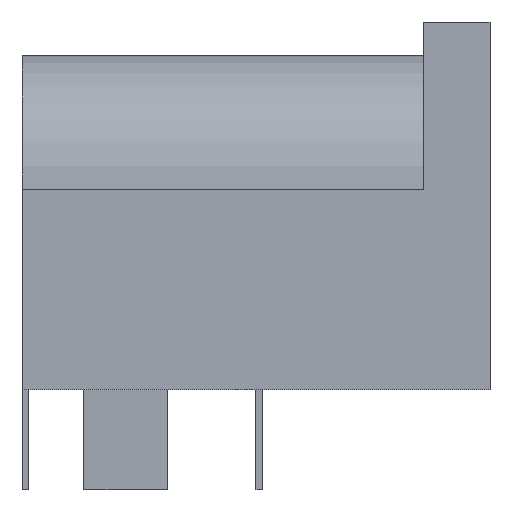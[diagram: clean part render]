
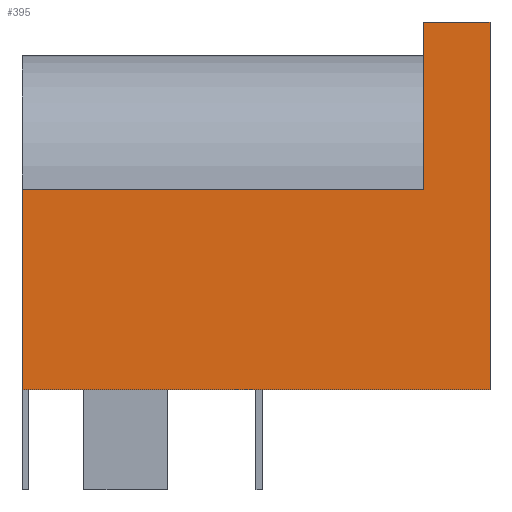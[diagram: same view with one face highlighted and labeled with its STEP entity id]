
A CAD part, front view. The second image highlights one B-rep face of the part: STEP entity #395.
In plain terms, the highlighted planar face has unit normal (0, -1, 0).
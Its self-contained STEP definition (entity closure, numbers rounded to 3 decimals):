
#4 = LINE ( 'NONE', #528, #869 ) ;
#36 = LINE ( 'NONE', #612, #768 ) ;
#56 = LINE ( 'NONE', #291, #854 ) ;
#132 = CARTESIAN_POINT ( 'NONE',  ( -7., -4.5, 0. ) ) ;
#134 = CARTESIAN_POINT ( 'NONE',  ( 7., -4.5, 0. ) ) ;
#153 = CARTESIAN_POINT ( 'NONE',  ( 5., -4.5, 6. ) ) ;
#160 = CARTESIAN_POINT ( 'NONE',  ( 5., -4.5, 11. ) ) ;
#162 = CARTESIAN_POINT ( 'NONE',  ( 7., -4.5, 11. ) ) ;
#164 = CARTESIAN_POINT ( 'NONE',  ( -7., -4.5, 6. ) ) ;
#290 = DIRECTION ( 'NONE',  ( 1., 0., 0. ) ) ;
#291 = CARTESIAN_POINT ( 'NONE',  ( -7., -4.5, 11. ) ) ;
#343 = FACE_OUTER_BOUND ( 'NONE', #1077, .T. ) ;
#370 = EDGE_CURVE ( 'NONE', #1059, #1072, #1109, .T. ) ;
#378 = EDGE_CURVE ( 'NONE', #1031, #1013, #1097, .T. ) ;
#388 = EDGE_CURVE ( 'NONE', #1031, #1021, #498, .T. ) ;
#395 = ADVANCED_FACE ( 'NONE', ( #343 ), #610, .F. ) ;
#410 = EDGE_CURVE ( 'NONE', #1013, #1059, #4, .T. ) ;
#435 = EDGE_CURVE ( 'NONE', #1019, #1072, #36, .T. ) ;
#448 = EDGE_CURVE ( 'NONE', #1021, #1019, #56, .T. ) ;
#498 = LINE ( 'NONE', #549, #888 ) ;
#525 = DIRECTION ( 'NONE',  ( 1., 0., 0. ) ) ;
#528 = CARTESIAN_POINT ( 'NONE',  ( -7., -4.5, 11. ) ) ;
#549 = CARTESIAN_POINT ( 'NONE',  ( 5., -4.5, 11. ) ) ;
#560 = DIRECTION ( 'NONE',  ( 0., 1., 0. ) ) ;
#570 = CARTESIAN_POINT ( 'NONE',  ( -7., -4.5, 11. ) ) ;
#588 = DIRECTION ( 'NONE',  ( 0., 0., 1. ) ) ;
#602 = CARTESIAN_POINT ( 'NONE',  ( 5., -4.5, 6. ) ) ;
#610 = PLANE ( 'NONE',  #797 ) ;
#612 = CARTESIAN_POINT ( 'NONE',  ( 7., -4.5, 11. ) ) ;
#624 = DIRECTION ( 'NONE',  ( 0., 0., -1. ) ) ;
#627 = DIRECTION ( 'NONE',  ( 0., 0., 1. ) ) ;
#628 = CARTESIAN_POINT ( 'NONE',  ( -7., -4.5, 0. ) ) ;
#698 = DIRECTION ( 'NONE',  ( 0., 0., -1. ) ) ;
#705 = DIRECTION ( 'NONE',  ( -1., 0., 0. ) ) ;
#767 = VECTOR ( 'NONE', #525, 1000. ) ;
#768 = VECTOR ( 'NONE', #698, 1000. ) ;
#797 = AXIS2_PLACEMENT_3D ( 'NONE', #570, #560, #627 ) ;
#854 = VECTOR ( 'NONE', #290, 1000. ) ;
#869 = VECTOR ( 'NONE', #624, 1000. ) ;
#875 = VECTOR ( 'NONE', #705, 1000. ) ;
#888 = VECTOR ( 'NONE', #588, 1000. ) ;
#916 = ORIENTED_EDGE ( 'NONE', *, *, #448, .F. ) ;
#919 = ORIENTED_EDGE ( 'NONE', *, *, #388, .F. ) ;
#953 = ORIENTED_EDGE ( 'NONE', *, *, #410, .T. ) ;
#954 = ORIENTED_EDGE ( 'NONE', *, *, #378, .T. ) ;
#955 = ORIENTED_EDGE ( 'NONE', *, *, #370, .T. ) ;
#956 = ORIENTED_EDGE ( 'NONE', *, *, #435, .F. ) ;
#1013 = VERTEX_POINT ( 'NONE', #164 ) ;
#1019 = VERTEX_POINT ( 'NONE', #162 ) ;
#1021 = VERTEX_POINT ( 'NONE', #160 ) ;
#1031 = VERTEX_POINT ( 'NONE', #153 ) ;
#1059 = VERTEX_POINT ( 'NONE', #132 ) ;
#1072 = VERTEX_POINT ( 'NONE', #134 ) ;
#1077 = EDGE_LOOP ( 'NONE', ( #919, #954, #953, #955, #956, #916 ) ) ;
#1097 = LINE ( 'NONE', #602, #875 ) ;
#1109 = LINE ( 'NONE', #628, #767 ) ;
